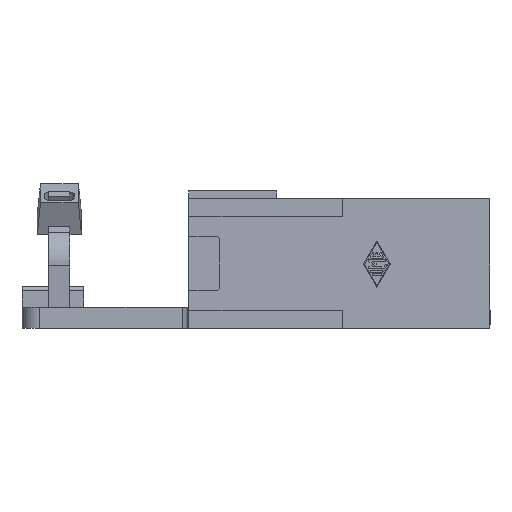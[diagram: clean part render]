
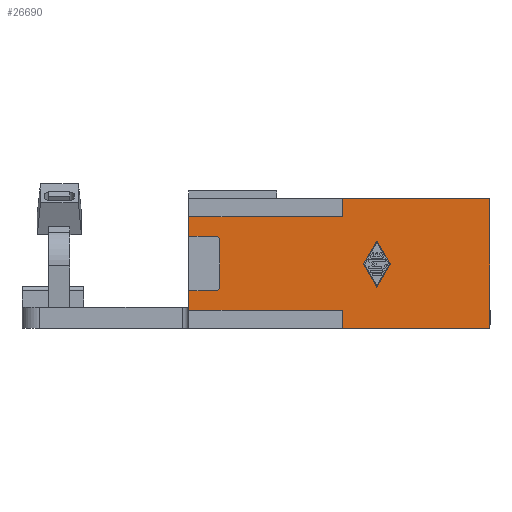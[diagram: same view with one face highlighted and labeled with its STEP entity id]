
A CAD part, left-side view. The second image highlights one B-rep face of the part: STEP entity #26690.
In plain terms, the highlighted face is planar.
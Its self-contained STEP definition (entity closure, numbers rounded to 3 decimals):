
#6940=CARTESIAN_POINT('',(45.598,75.257,-2.));
#6950=VERTEX_POINT('',#6940);
#6980=CARTESIAN_POINT('',(45.598,58.057,-2.));
#6990=DIRECTION('',(0.,-1.,0.));
#7000=VECTOR('',#6990,1.);
#7010=LINE('',#6980,#7000);
#7020=CARTESIAN_POINT('',(45.598,78.257,-2.));
#7030=VERTEX_POINT('',#7020);
#7040=EDGE_CURVE('',#7030,#6950,#7010,.T.);
#8210=CARTESIAN_POINT('',(43.398,78.257,-2.))
;
#8220=VERTEX_POINT('',#8210);
#8270=CARTESIAN_POINT('',(43.398,0.,-2.));
#8280=DIRECTION('',(0.,1.,0.));
#8290=VECTOR('',#8280,1.);
#8300=LINE('',#8270,#8290);
#8310=CARTESIAN_POINT('',(43.398,60.807,-2.))
;
#8320=VERTEX_POINT('',#8310);
#8330=EDGE_CURVE('',#8320,#8220,#8300,.T.);
#25000=CARTESIAN_POINT('',(43.398,63.757,-2.));
#25010=DIRECTION('',(0.,0.,1.));
#25020=DIRECTION('',(-1.,0.,0.));
#25030=AXIS2_PLACEMENT_3D('',#25000,#25010,#25020);
#25040=PLANE('',#25030);
#25050=CARTESIAN_POINT('',(0.,30.63,-2.));
#25060=DIRECTION('',(-0.868,-0.496,
0.));
#25070=VECTOR('',#25060,1.);
#25080=LINE('',#25050,#25070);
#25090=CARTESIAN_POINT('',(48.572,58.394,
-2.));
#25100=VERTEX_POINT('',#25090);
#25110=CARTESIAN_POINT('',(46.047,56.951,
-2.));
#25120=VERTEX_POINT('',#25110);
#25130=EDGE_CURVE('',#25100,#25120,#25080,.T.);
#25140=ORIENTED_EDGE('',*,*,#25130,.F.);
#25150=CARTESIAN_POINT('',(46.072,56.907,
-2.));
#25160=DIRECTION('',(0.,0.,1.));
#25170=DIRECTION('',(0.,-1.,0.));
#25180=AXIS2_PLACEMENT_3D('',#25150,#25160,#25170);
#25190=CIRCLE('',#25180,0.05);
#25200=CARTESIAN_POINT('',(46.047,56.864,
-2.));
#25210=VERTEX_POINT('',#25200);
#25220=EDGE_CURVE('',#25120,#25210,#25190,.T.);
#25230=ORIENTED_EDGE('',*,*,#25220,.F.);
#25240=CARTESIAN_POINT('',(0.,83.184,-2.));
#25250=DIRECTION('',(0.868,-0.496,
0.));
#25260=VECTOR('',#25250,1.);
#25270=LINE('',#25240,#25260);
#25280=CARTESIAN_POINT('',(48.572,55.42,
-2.));
#25290=VERTEX_POINT('',#25280);
#25300=EDGE_CURVE('',#25210,#25290,#25270,.T.);
#25310=ORIENTED_EDGE('',*,*,#25300,.F.);
#25320=CARTESIAN_POINT('',(48.622,55.507,
-2.));
#25330=DIRECTION('',(0.,0.,1.));
#25340=DIRECTION('',(0.,-1.,0.));
#25350=AXIS2_PLACEMENT_3D('',#25320,#25330,#25340);
#25360=CIRCLE('',#25350,0.1);
#25370=CARTESIAN_POINT('',(48.672,55.42,
-2.));
#25380=VERTEX_POINT('',#25370);
#25390=EDGE_CURVE('',#25290,#25380,#25360,.T.);
#25400=ORIENTED_EDGE('',*,*,#25390,.F.);
#25410=CARTESIAN_POINT('',(0.,27.599,-2.));
#25420=DIRECTION('',(0.868,0.496,
0.));
#25430=VECTOR('',#25420,1.);
#25440=LINE('',#25410,#25430);
#25450=CARTESIAN_POINT('',(51.197,56.864,
-2.));
#25460=VERTEX_POINT('',#25450);
#25470=EDGE_CURVE('',#25380,#25460,#25440,.T.);
#25480=ORIENTED_EDGE('',*,*,#25470,.F.);
#25490=CARTESIAN_POINT('',(51.172,56.907,
-2.));
#25500=DIRECTION('',(0.,0.,1.));
#25510=DIRECTION('',(0.,-1.,0.));
#25520=AXIS2_PLACEMENT_3D('',#25490,#25500,#25510);
#25530=CIRCLE('',#25520,0.05);
#25540=CARTESIAN_POINT('',(51.197,56.951,
-2.));
#25550=VERTEX_POINT('',#25540);
#25560=EDGE_CURVE('',#25460,#25550,#25530,.T.);
#25570=ORIENTED_EDGE('',*,*,#25560,.F.);
#25580=CARTESIAN_POINT('',(0.,86.215,-2.));
#25590=DIRECTION('',(-0.868,0.496,
0.));
#25600=VECTOR('',#25590,1.);
#25610=LINE('',#25580,#25600);
#25620=CARTESIAN_POINT('',(48.672,58.394,
-2.));
#25630=VERTEX_POINT('',#25620);
#25640=EDGE_CURVE('',#25550,#25630,#25610,.T.);
#25650=ORIENTED_EDGE('',*,*,#25640,.F.);
#25660=CARTESIAN_POINT('',(48.622,58.307,
-2.));
#25670=DIRECTION('',(0.,0.,1.));
#25680=DIRECTION('',(0.,-1.,0.));
#25690=AXIS2_PLACEMENT_3D('',#25660,#25670,#25680);
#25700=CIRCLE('',#25690,0.1);
#25710=EDGE_CURVE('',#25630,#25100,#25700,.T.);
#25720=ORIENTED_EDGE('',*,*,#25710,.F.);
#25730=EDGE_LOOP('',(#25720,#25650,#25570,#25480,#25400,#25310,#25230,
#25140));
#25740=FACE_BOUND('',#25730,.T.);
#25750=CARTESIAN_POINT('',(51.298,75.257,-2.));
#25760=DIRECTION('',(0.,0.,-1.));
#25770=DIRECTION('',(0.,1.,0.));
#25780=AXIS2_PLACEMENT_3D('',#25750,#25760,#25770);
#25790=CIRCLE('',#25780,0.5);
#25800=CARTESIAN_POINT('',(51.798,75.257,-2.));
#25810=VERTEX_POINT('',#25800);
#25820=CARTESIAN_POINT('',(51.298,74.757,-2.));
#25830=VERTEX_POINT('',#25820);
#25840=EDGE_CURVE('',#25810,#25830,#25790,.T.);
#25850=ORIENTED_EDGE('',*,*,#25840,.T.);
#25860=CARTESIAN_POINT('',(51.798,58.057,-2.));
#25870=DIRECTION('',(0.,1.,0.));
#25880=VECTOR('',#25870,1.);
#25890=LINE('',#25860,#25880);
#25900=CARTESIAN_POINT('',(51.798,78.257,-2.));
#25910=VERTEX_POINT('',#25900);
#25920=EDGE_CURVE('',#25810,#25910,#25890,.T.);
#25930=ORIENTED_EDGE('',*,*,#25920,.F.);
#25940=CARTESIAN_POINT('',(27.154,78.257,
-2.));
#25950=DIRECTION('',(-1.,0.,0.));
#25960=VECTOR('',#25950,1.);
#25970=LINE('',#25940,#25960);
#25980=CARTESIAN_POINT('',(53.998,78.257,-2.)
);
#25990=VERTEX_POINT('',#25980);
#26000=EDGE_CURVE('',#25990,#25910,#25970,.T.);
#26010=ORIENTED_EDGE('',*,*,#26000,.T.);
#26020=CARTESIAN_POINT('',(53.998,0.,-2.));
#26030=DIRECTION('',(0.,-1.,0.));
#26040=VECTOR('',#26030,1.);
#26050=LINE('',#26020,#26040);
#26060=CARTESIAN_POINT('',(53.998,60.807,-2.)
);
#26070=VERTEX_POINT('',#26060);
#26080=EDGE_CURVE('',#25990,#26070,#26050,.T.);
#26090=ORIENTED_EDGE('',*,*,#26080,.F.);
#26100=CARTESIAN_POINT('',(0.,60.807,-2.));
#26110=DIRECTION('',(-1.,0.,0.));
#26120=VECTOR('',#26110,1.);
#26130=LINE('',#26100,#26120);
#26140=CARTESIAN_POINT('',(56.048,60.807,-2.)
);
#26150=VERTEX_POINT('',#26140);
#26160=EDGE_CURVE('',#26150,#26070,#26130,.T.);
#26170=ORIENTED_EDGE('',*,*,#26160,.T.);
#26180=CARTESIAN_POINT('',(56.048,0.,-2.));
#26190=DIRECTION('',(0.,1.,0.));
#26200=VECTOR('',#26190,1.);
#26210=LINE('',#26180,#26200);
#26220=CARTESIAN_POINT('',(56.048,44.057,
-2.));
#26230=VERTEX_POINT('',#26220);
#26240=EDGE_CURVE('',#26230,#26150,#26210,.T.);
#26250=ORIENTED_EDGE('',*,*,#26240,.T.);
#26260=CARTESIAN_POINT('',(44.295,44.057,
-2.));
#26270=DIRECTION('',(-1.,0.,0.));
#26280=VECTOR('',#26270,1.);
#26290=LINE('',#26260,#26280);
#26300=CARTESIAN_POINT('',(41.348,44.057,
-2.));
#26310=VERTEX_POINT('',#26300);
#26320=EDGE_CURVE('',#26230,#26310,#26290,.T.);
#26330=ORIENTED_EDGE('',*,*,#26320,.F.);
#26340=CARTESIAN_POINT('',(41.348,0.,-2.));
#26350=DIRECTION('',(0.,1.,0.));
#26360=VECTOR('',#26350,1.);
#26370=LINE('',#26340,#26360);
#26380=CARTESIAN_POINT('',(41.348,60.807,-2.)
);
#26390=VERTEX_POINT('',#26380);
#26400=EDGE_CURVE('',#26310,#26390,#26370,.T.);
#26410=ORIENTED_EDGE('',*,*,#26400,.F.);
#26420=CARTESIAN_POINT('',(0.,60.807,-2.));
#26430=DIRECTION('',(-1.,0.,0.));
#26440=VECTOR('',#26430,1.);
#26450=LINE('',#26420,#26440);
#26460=EDGE_CURVE('',#8320,#26390,#26450,.T.);
#26470=ORIENTED_EDGE('',*,*,#26460,.T.);
#26480=ORIENTED_EDGE('',*,*,#8330,.F.);
#26490=EDGE_CURVE('',#7030,#8220,#25970,.T.);
#26500=ORIENTED_EDGE('',*,*,#26490,.T.);
#26510=ORIENTED_EDGE('',*,*,#7040,.F.);
#26520=CARTESIAN_POINT('',(46.098,75.257,-2.));
#26530=DIRECTION('',(0.,0.,1.));
#26540=DIRECTION('',(0.,-1.,0.));
#26550=AXIS2_PLACEMENT_3D('',#26520,#26530,#26540);
#26560=CIRCLE('',#26550,0.5);
#26570=CARTESIAN_POINT('',(46.098,74.757,-2.));
#26580=VERTEX_POINT('',#26570);
#26590=EDGE_CURVE('',#6950,#26580,#26560,.T.);
#26600=ORIENTED_EDGE('',*,*,#26590,.F.);
#26610=CARTESIAN_POINT('',(0.,74.757,-2.));
#26620=DIRECTION('',(-1.,0.,0.));
#26630=VECTOR('',#26620,1.);
#26640=LINE('',#26610,#26630);
#26650=EDGE_CURVE('',#25830,#26580,#26640,.T.);
#26660=ORIENTED_EDGE('',*,*,#26650,.T.);
#26670=EDGE_LOOP('',(#26660,#26600,#26510,#26500,#26480,#26470,#26410,
#26330,#26250,#26170,#26090,#26010,#25930,#25850));
#26680=FACE_OUTER_BOUND('',#26670,.T.);
#26690=ADVANCED_FACE('',(#25740,#26680),#25040,.T.);
